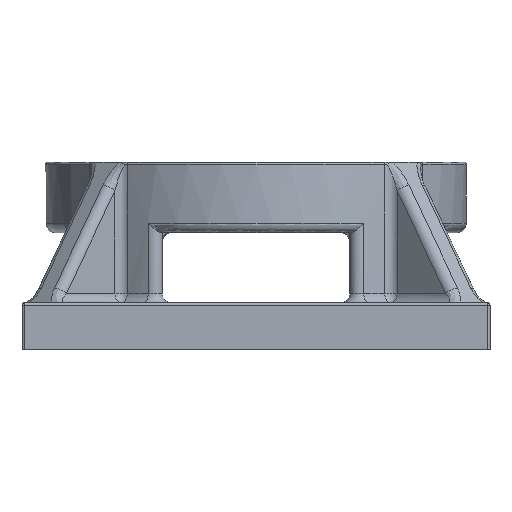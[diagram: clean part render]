
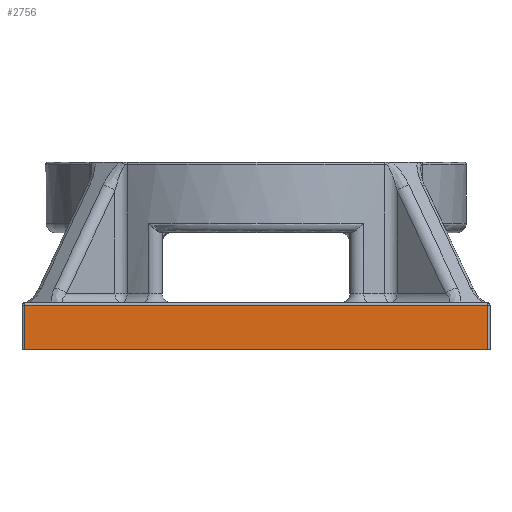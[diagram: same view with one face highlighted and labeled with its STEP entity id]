
A CAD part, left-side view. The second image highlights one B-rep face of the part: STEP entity #2756.
In plain terms, the highlighted planar face has unit normal (-1, 0, 0).
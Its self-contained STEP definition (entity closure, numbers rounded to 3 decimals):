
#34=PLANE('',#3012);
#85=LINE('',#4685,#222);
#88=LINE('',#4710,#225);
#91=LINE('',#4714,#228);
#100=LINE('',#4738,#237);
#222=VECTOR('',#3506,10.);
#225=VECTOR('',#3533,10.);
#228=VECTOR('',#3538,10.);
#237=VECTOR('',#3567,10.);
#551=FACE_OUTER_BOUND('',#735,.T.);
#735=EDGE_LOOP('',(#1980,#1981,#1982,#1983));
#1178=VERTEX_POINT('',#4674);
#1181=VERTEX_POINT('',#4681);
#1190=VERTEX_POINT('',#4703);
#1192=VERTEX_POINT('',#4708);
#1461=EDGE_CURVE('',#1178,#1181,#85,.T.);
#1472=EDGE_CURVE('',#1192,#1190,#88,.T.);
#1475=EDGE_CURVE('',#1190,#1178,#91,.T.);
#1488=EDGE_CURVE('',#1181,#1192,#100,.T.);
#1980=ORIENTED_EDGE('',*,*,#1461,.F.);
#1981=ORIENTED_EDGE('',*,*,#1475,.F.);
#1982=ORIENTED_EDGE('',*,*,#1472,.F.);
#1983=ORIENTED_EDGE('',*,*,#1488,.F.);
#2756=ADVANCED_FACE('',(#551),#34,.T.);
#3012=AXIS2_PLACEMENT_3D('',#4737,#3565,#3566);
#3506=DIRECTION('',(0.,0.,-1.));
#3533=DIRECTION('',(0.,0.,1.));
#3538=DIRECTION('',(0.,-1.,0.));
#3565=DIRECTION('center_axis',(-1.,0.,0.));
#3566=DIRECTION('ref_axis',(0.,-1.,0.));
#3567=DIRECTION('',(0.,1.,0.));
#4674=CARTESIAN_POINT('',(-10.,-9.9,1.9));
#4681=CARTESIAN_POINT('',(-10.,-9.9,0.));
#4685=CARTESIAN_POINT('',(-10.,-9.9,0.));
#4703=CARTESIAN_POINT('',(-10.,9.9,1.9));
#4708=CARTESIAN_POINT('',(-10.,9.9,0.));
#4710=CARTESIAN_POINT('',(-10.,9.9,0.));
#4714=CARTESIAN_POINT('',(-10.,5.,1.9));
#4737=CARTESIAN_POINT('Origin',(-10.,10.,0.));
#4738=CARTESIAN_POINT('',(-10.,-10.,0.));
